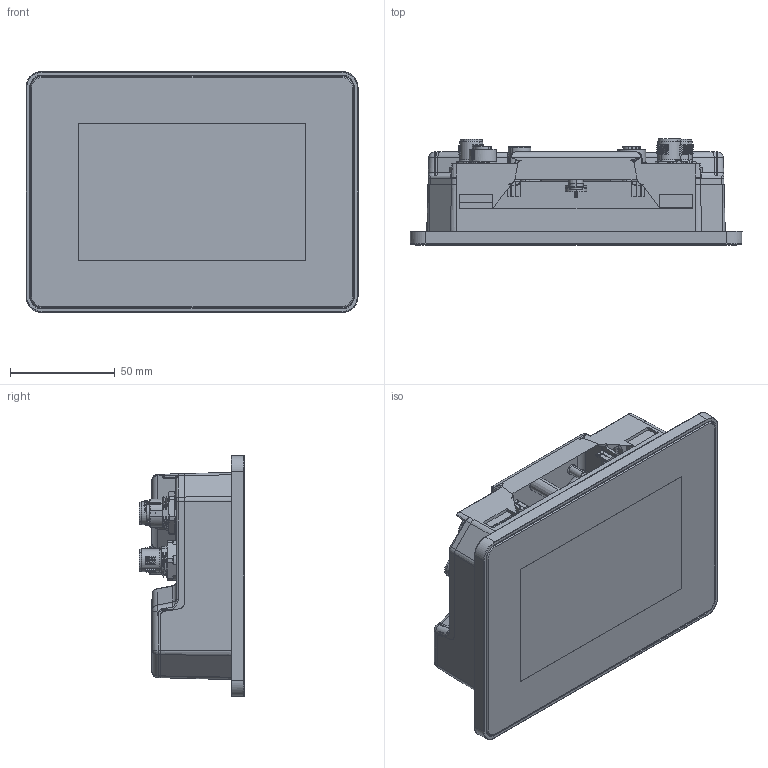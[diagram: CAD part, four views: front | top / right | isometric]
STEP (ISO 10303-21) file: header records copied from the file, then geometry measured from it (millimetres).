
FILE_DESCRIPTION (( 'STEP AP203' ), '1' );
FILE_NAME ('XA5.STEP', '2021-06-16T14:56:51', ( '' ), ( '' ), 'SwSTEP 2.0', 'SolidWorks 2020', '' );
FILE_SCHEMA (( 'CONFIG_CONTROL_DESIGN' ));
Products named in the file (1): XA5
Bounding box: 158.59 x 50.52 x 114.99 mm (x, y, z)
Volume: 536627.6 mm3; surface area: 80784.7 mm2
Topology: 1 solids, 57 shells, 4538 faces, 11727 edges, 7365 vertices
Faces by surface type: plane 2024, cylinder 1000, bspline 729, torus 347, cone 302, sphere 136
Entity records: 162891 total; most frequent: CARTESIAN_POINT 58555, ORIENTED_EDGE 23190, DIRECTION 19646, EDGE_CURVE 11595, VERTEX_POINT 7327, AXIS2_PLACEMENT_3D 6657, VECTOR 6332, LINE 6332
